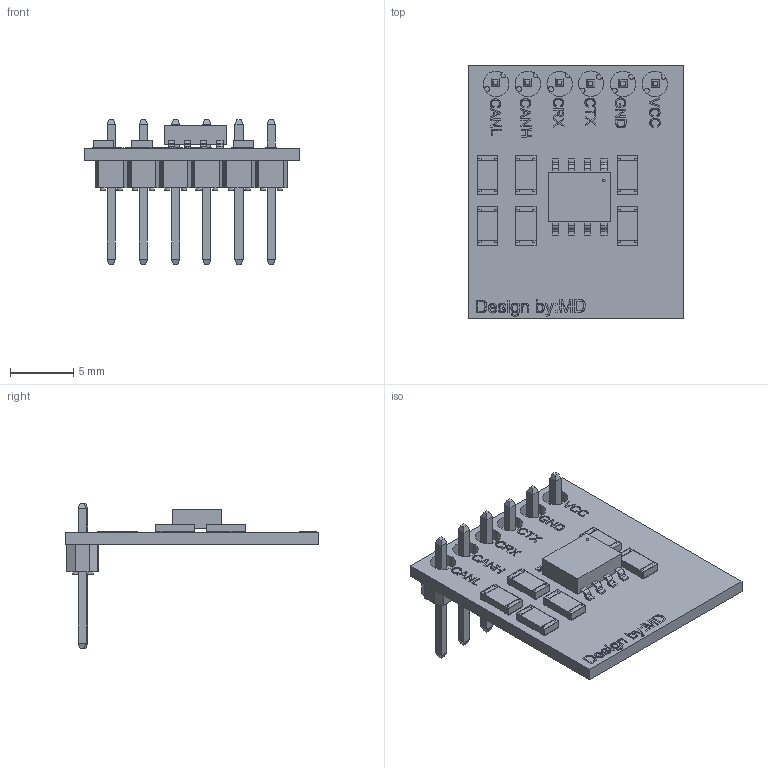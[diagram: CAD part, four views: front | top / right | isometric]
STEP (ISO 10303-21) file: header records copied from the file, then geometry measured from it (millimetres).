
FILE_DESCRIPTION(/* description */ ('','CAx-IF Rec.Pracs.---Representation and Presentation of Product Manufacturing Information (PMI)---4.0---2014-10-13'),/* implementation_level */ '2;1');
FILE_NAME(/* name */ 'Modulo Can v10.step',/* time_stamp */ '2025-03-25T12:49:16+01:00',/* author */ (''),/* organization */ (''),/* preprocessor_version */ 'ST-DEVELOPER v20',/* originating_system */ 'Autodesk Translation Framework v13.20.0.188',/* authorisation */ '');
FILE_SCHEMA (('AP242_MANAGED_MODEL_BASED_3D_ENGINEERING_MIM_LF { 1 0 10303 442 1 1 4 }'));
Length unit declared in the file: millimetre
Products named in the file (7): Modulo Can; product; SR1206KR-07100RL; 68001-103HLF; 68001-103HLF_1; 68000 gold body_03; pin^68000 Gold
Assembly tree (17 placements, depth 3):
  Modulo Can
    product
    SR1206KR-07100RL  x6
    68001-103HLF
      68000 gold body_03
      pin^68000 Gold  x3
    68001-103HLF_1
      68000 gold body_03
      pin^68000 Gold  x3
Bounding box: 17 x 20 x 11.44 mm (x, y, z)
Volume: 465.4 mm3; surface area: 1397.9 mm2
Topology: 43 solids, 43 shells, 1162 faces, 2982 edges, 1972 vertices
Faces by surface type: plane 766, bspline 333, cylinder 63
Full cylindrical faces by diameter (mm): 0.196 x1, 0.41 x24, 2 x6
Entity records: 29382 total; most frequent: CARTESIAN_POINT 10233, ORIENTED_EDGE 4460, DIRECTION 2716, EDGE_CURVE 2230, VERTEX_POINT 1484, LINE 1462, VECTOR 1462, EDGE_LOOP 906
